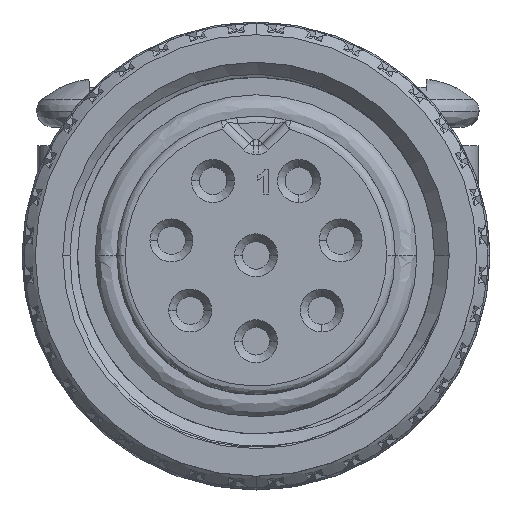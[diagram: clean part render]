
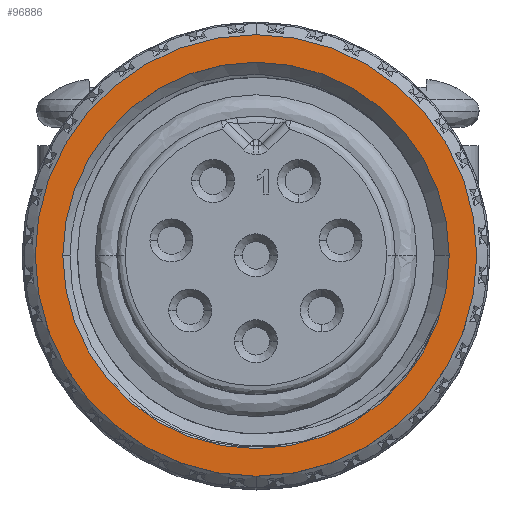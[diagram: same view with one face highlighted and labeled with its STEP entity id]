
A CAD part, top view. The second image highlights one B-rep face of the part: STEP entity #96886.
In plain terms, the highlighted planar face has unit normal (0, 0, 1).
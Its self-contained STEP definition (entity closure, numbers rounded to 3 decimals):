
#305 = CARTESIAN_POINT ( 'NONE',  ( 9.144, 0., -2.184 ) ) ;
#903 = AXIS2_PLACEMENT_3D ( 'NONE', #57911, #4289, #66878 ) ;
#1020 = DIRECTION ( 'NONE',  ( 0., 0., 1. ) ) ;
#3914 = DIRECTION ( 'NONE',  ( 0., 0., -1. ) ) ;
#4289 = DIRECTION ( 'NONE',  ( 0., 0., -1. ) ) ;
#6207 = AXIS2_PLACEMENT_3D ( 'NONE', #54245, #1020, #63594 ) ;
#17494 = CIRCLE ( 'NONE', #83305, 8.001 ) ;
#25421 = CIRCLE ( 'NONE', #89220, 9.144 ) ;
#26049 = VERTEX_POINT ( 'NONE', #305 ) ;
#28934 = EDGE_LOOP ( 'NONE', ( #41861, #66072 ) ) ;
#36647 = PLANE ( 'NONE',  #6207 ) ;
#41861 = ORIENTED_EDGE ( 'NONE', *, *, #111531, .T. ) ;
#43103 = ORIENTED_EDGE ( 'NONE', *, *, #80781, .F. ) ;
#44551 = CARTESIAN_POINT ( 'NONE',  ( 0., 0., -2.184 ) ) ;
#45232 = VERTEX_POINT ( 'NONE', #94238 ) ;
#46039 = DIRECTION ( 'NONE',  ( 0., 0., -1. ) ) ;
#53539 = DIRECTION ( 'NONE',  ( 1., 0., 0. ) ) ;
#54245 = CARTESIAN_POINT ( 'NONE',  ( 0., -8.001, -2.184 ) ) ;
#57044 = ORIENTED_EDGE ( 'NONE', *, *, #62836, .F. ) ;
#57547 = CARTESIAN_POINT ( 'NONE',  ( 0., 0., -2.184 ) ) ;
#57911 = CARTESIAN_POINT ( 'NONE',  ( 0., 0., -2.184 ) ) ;
#62836 = EDGE_CURVE ( 'NONE', #26049, #103971, #25421, .T. ) ;
#63594 = DIRECTION ( 'NONE',  ( 1., 0., 0. ) ) ;
#66072 = ORIENTED_EDGE ( 'NONE', *, *, #103645, .T. ) ;
#66499 = DIRECTION ( 'NONE',  ( 1., 0., 0. ) ) ;
#66853 = AXIS2_PLACEMENT_3D ( 'NONE', #99567, #46039, #108566 ) ;
#66878 = DIRECTION ( 'NONE',  ( 1., 0., 0. ) ) ;
#68169 = EDGE_LOOP ( 'NONE', ( #57044, #43103 ) ) ;
#68696 = CARTESIAN_POINT ( 'NONE',  ( -9.144, 0., -2.184 ) ) ;
#80781 = EDGE_CURVE ( 'NONE', #103971, #26049, #106846, .T. ) ;
#83305 = AXIS2_PLACEMENT_3D ( 'NONE', #57547, #3914, #66499 ) ;
#85272 = CARTESIAN_POINT ( 'NONE',  ( 8.001, 0., -2.184 ) ) ;
#89220 = AXIS2_PLACEMENT_3D ( 'NONE', #44551, #107053, #53539 ) ;
#94238 = CARTESIAN_POINT ( 'NONE',  ( -8.001, 0., -2.184 ) ) ;
#96313 = FACE_OUTER_BOUND ( 'NONE', #68169, .T. ) ;
#96886 = ADVANCED_FACE ( 'NONE', ( #99118, #96313 ), #36647, .T. ) ;
#99118 = FACE_BOUND ( 'NONE', #28934, .T. ) ;
#99567 = CARTESIAN_POINT ( 'NONE',  ( 0., 0., -2.184 ) ) ;
#103645 = EDGE_CURVE ( 'NONE', #45232, #115537, #17494, .T. ) ;
#103971 = VERTEX_POINT ( 'NONE', #68696 ) ;
#106846 = CIRCLE ( 'NONE', #903, 9.144 ) ;
#107032 = CIRCLE ( 'NONE', #66853, 8.001 ) ;
#107053 = DIRECTION ( 'NONE',  ( 0., 0., -1. ) ) ;
#108566 = DIRECTION ( 'NONE',  ( 1., 0., 0. ) ) ;
#111531 = EDGE_CURVE ( 'NONE', #115537, #45232, #107032, .T. ) ;
#115537 = VERTEX_POINT ( 'NONE', #85272 ) ;
